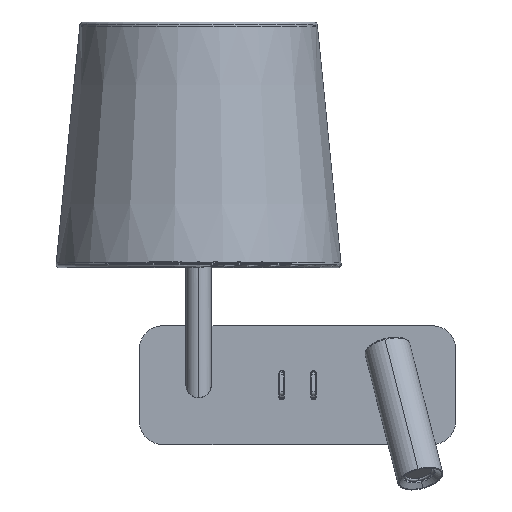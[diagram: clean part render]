
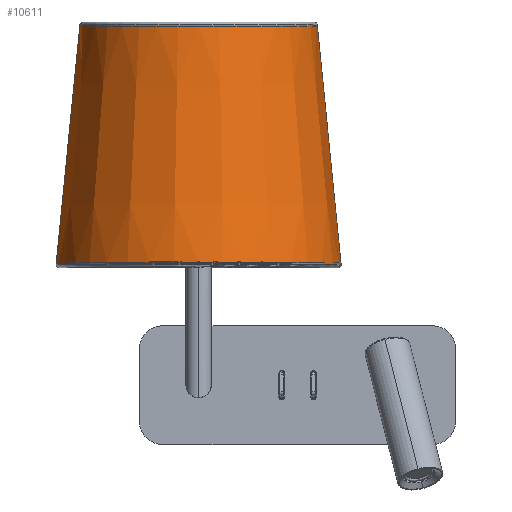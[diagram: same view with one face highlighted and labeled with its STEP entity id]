
A CAD part, top view. The second image highlights one B-rep face of the part: STEP entity #10611.
In plain terms, the highlighted conical face has half-angle 5.669 degrees and reference radius 89.99 mm.
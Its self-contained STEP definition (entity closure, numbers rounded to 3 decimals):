
#380 = CARTESIAN_POINT ( 'NONE',  ( 0., -151.198, 75. ) ) ;
#1441 = VECTOR ( 'NONE', #17325, 1000. ) ;
#1544 = CARTESIAN_POINT ( 'NONE',  ( 0., -0.198, 0. ) ) ;
#1729 = CIRCLE ( 'NONE', #13337, 75. ) ;
#3092 = VERTEX_POINT ( 'NONE', #11600 ) ;
#3160 = VERTEX_POINT ( 'NONE', #16445 ) ;
#3511 = CARTESIAN_POINT ( 'NONE',  ( 0., -0.198, -89.99 ) ) ;
#3677 = EDGE_CURVE ( 'NONE', #3092, #19891, #1729, .T. ) ;
#3789 = LINE ( 'NONE', #26737, #26909 ) ;
#3838 = CIRCLE ( 'NONE', #28595, 89.99 ) ;
#3887 = DIRECTION ( 'NONE',  ( 0., 0., 1. ) ) ;
#4539 = ORIENTED_EDGE ( 'NONE', *, *, #17312, .F. ) ;
#6335 = DIRECTION ( 'NONE',  ( 0., 0., 1. ) ) ;
#8260 = DIRECTION ( 'NONE',  ( 0., 0.995, 0.099 ) ) ;
#8712 = CONICAL_SURFACE ( 'NONE', #12715, 89.99, 0.099 ) ;
#10053 = EDGE_LOOP ( 'NONE', ( #24154, #19374, #15170, #4539 ) ) ;
#10611 = ADVANCED_FACE ( 'NONE', ( #17732 ), #8712, .T. ) ;
#11600 = CARTESIAN_POINT ( 'NONE',  ( 0., -151.198, -75. ) ) ;
#12470 = CARTESIAN_POINT ( 'NONE',  ( 0., -151.198, 0. ) ) ;
#12715 = AXIS2_PLACEMENT_3D ( 'NONE', #22346, #27020, #6335 ) ;
#13337 = AXIS2_PLACEMENT_3D ( 'NONE', #12470, #28669, #14798 ) ;
#14798 = DIRECTION ( 'NONE',  ( 0., 0., 1. ) ) ;
#15107 = CARTESIAN_POINT ( 'NONE',  ( 0., -0.198, 89.99 ) ) ;
#15170 = ORIENTED_EDGE ( 'NONE', *, *, #18389, .T. ) ;
#16445 = CARTESIAN_POINT ( 'NONE',  ( 0., -0.198, -89.99 ) ) ;
#16861 = VERTEX_POINT ( 'NONE', #15107 ) ;
#17312 = EDGE_CURVE ( 'NONE', #3160, #16861, #3838, .T. ) ;
#17325 = DIRECTION ( 'NONE',  ( 0., 0.995, -0.099 ) ) ;
#17676 = DIRECTION ( 'NONE',  ( 0., 1., 0. ) ) ;
#17732 = FACE_OUTER_BOUND ( 'NONE', #10053, .T. ) ;
#18389 = EDGE_CURVE ( 'NONE', #19891, #16861, #3789, .T. ) ;
#19140 = LINE ( 'NONE', #3511, #1441 ) ;
#19374 = ORIENTED_EDGE ( 'NONE', *, *, #3677, .T. ) ;
#19891 = VERTEX_POINT ( 'NONE', #380 ) ;
#20547 = EDGE_CURVE ( 'NONE', #3092, #3160, #19140, .T. ) ;
#22346 = CARTESIAN_POINT ( 'NONE',  ( 0., -0.198, 0. ) ) ;
#24154 = ORIENTED_EDGE ( 'NONE', *, *, #20547, .F. ) ;
#26737 = CARTESIAN_POINT ( 'NONE',  ( 0., -0.198, 89.99 ) ) ;
#26909 = VECTOR ( 'NONE', #8260, 1000. ) ;
#27020 = DIRECTION ( 'NONE',  ( 0., 1., 0. ) ) ;
#28595 = AXIS2_PLACEMENT_3D ( 'NONE', #1544, #17676, #3887 ) ;
#28669 = DIRECTION ( 'NONE',  ( 0., 1., 0. ) ) ;
